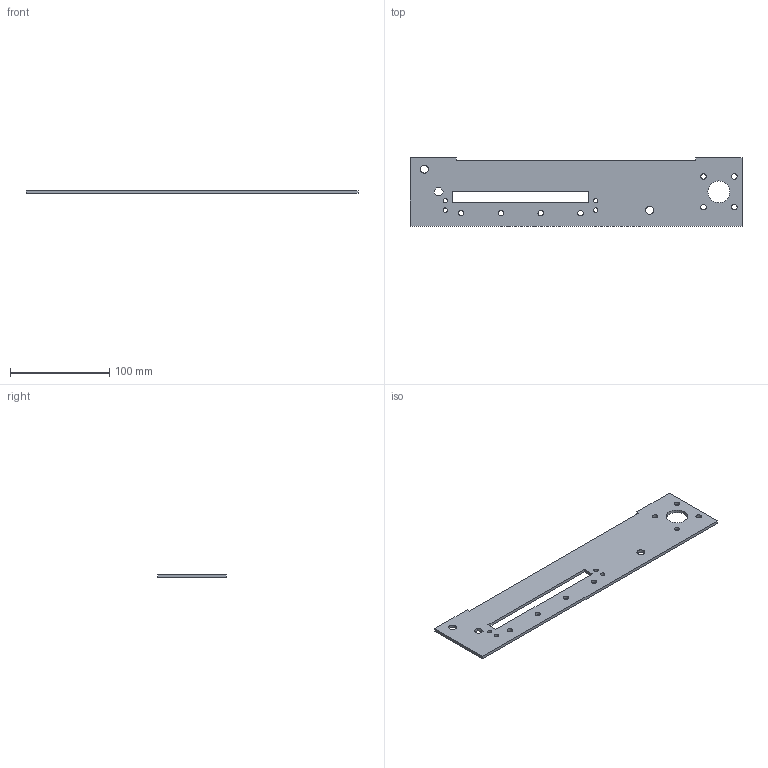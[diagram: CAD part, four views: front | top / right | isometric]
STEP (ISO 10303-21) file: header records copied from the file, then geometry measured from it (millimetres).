
FILE_DESCRIPTION(('FreeCAD Model'),'2;1');
FILE_NAME('Open CASCADE Shape Model','2024-07-01T09:47:00',(''),(''), 'Open CASCADE STEP processor 7.6','FreeCAD','Unknown');
FILE_SCHEMA(('AUTOMOTIVE_DESIGN { 1 0 10303 214 1 1 1 1 }'));
Length unit declared in the file: millimetre
Products named in the file (1): Body
Bounding box: 334.25 x 68.48 x 3 mm (x, y, z)
Volume: 59528.1 mm3; surface area: 44030.2 mm2
Topology: 1 solids, 1 shells, 35 faces, 99 edges, 66 vertices
Faces by surface type: plane 20, cylinder 15
Full cylindrical faces by diameter (mm): 4.4 x4, 5.5 x8, 8 x2, 22 x1
Entity records: 1233 total; most frequent: CARTESIAN_POINT 201, DIRECTION 201, ORIENTED_EDGE 198, EDGE_CURVE 99, FACE_BOUND 69, EDGE_LOOP 69, LINE 69, VECTOR 69
